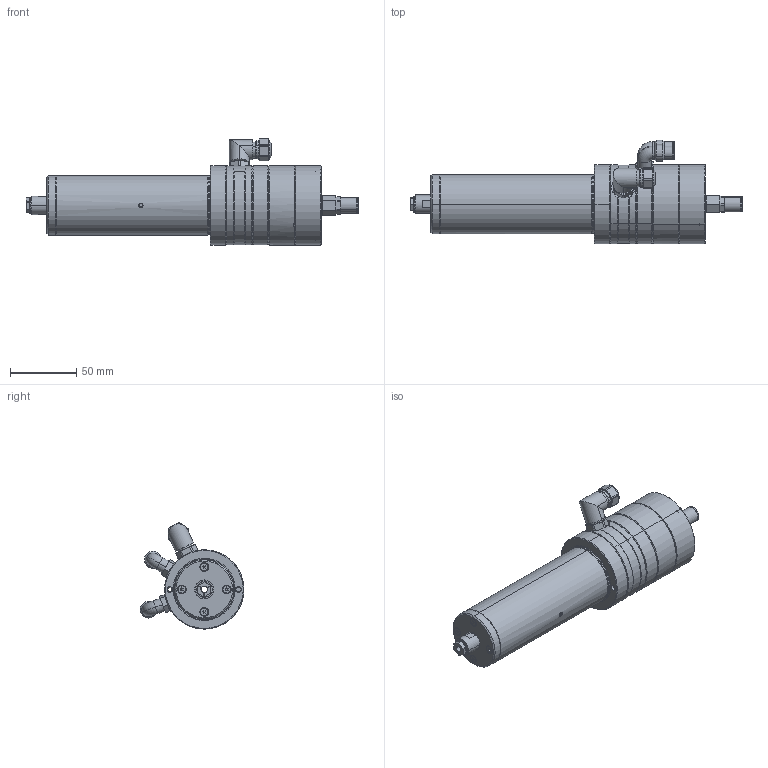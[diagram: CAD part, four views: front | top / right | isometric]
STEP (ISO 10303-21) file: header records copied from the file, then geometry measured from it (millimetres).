
FILE_DESCRIPTION (( 'STEP AP203' ), '1' );
FILE_NAME ('045A050P-00-.STEP', '2011-06-29T13:38:48', ( 'FM10CAD1' ), ( 'IBAG Switzerland AG' ), 'SwSTEP 2.0', 'SolidWorks 2010', '' );
FILE_SCHEMA (( 'CONFIG_CONTROL_DESIGN' ));
Length unit declared in the file: millimetre
Products named in the file (1): 045A050P-00-
Bounding box: 251.15 x 78.54 x 80.3 mm (x, y, z)
Surface area: 56585.1 mm2 (no closed solid volume)
Topology: 0 solids, 29 shells, 386 faces, 1073 edges, 720 vertices
Faces by surface type: plane 163, cylinder 127, cone 76, torus 20
Entity records: 12814 total; most frequent: CARTESIAN_POINT 2650, DIRECTION 2262, ORIENTED_EDGE 1831, EDGE_CURVE 1069, AXIS2_PLACEMENT_3D 860, VERTEX_POINT 720, VECTOR 542, LINE 542
